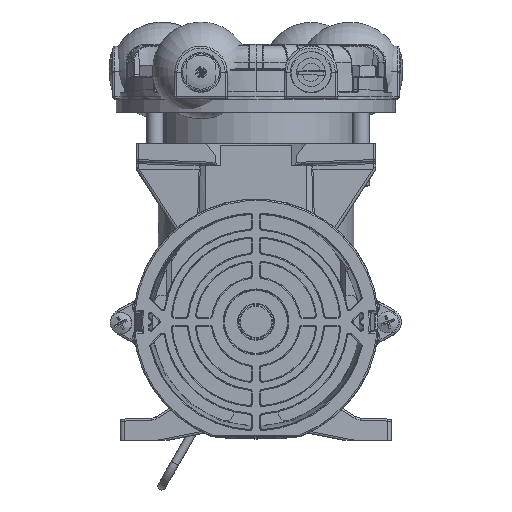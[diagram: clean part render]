
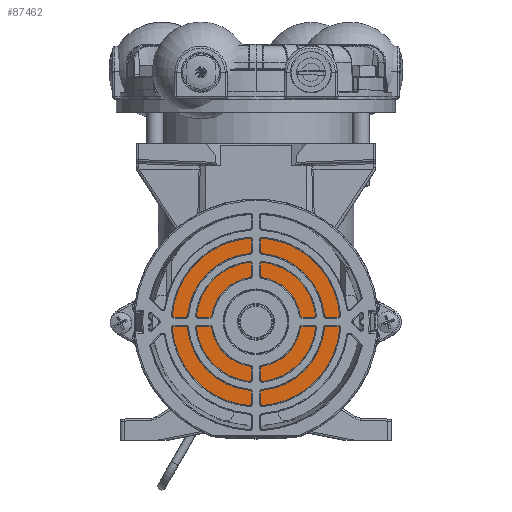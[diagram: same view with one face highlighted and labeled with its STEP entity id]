
A CAD part, top view. The second image highlights one B-rep face of the part: STEP entity #87462.
In plain terms, the highlighted face is planar.
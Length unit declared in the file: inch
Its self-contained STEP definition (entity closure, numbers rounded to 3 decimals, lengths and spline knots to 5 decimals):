
#869 = EDGE_CURVE ( 'NONE', #23851, #23851, #84712, .T. ) ;
#7225 = PLANE ( 'NONE',  #55838 ) ;
#23851 = VERTEX_POINT ( 'NONE', #42672 ) ;
#26405 = EDGE_LOOP ( 'NONE', ( #91679 ) ) ;
#28682 = AXIS2_PLACEMENT_3D ( 'NONE', #39208, #97662, #86036 ) ;
#38390 = CARTESIAN_POINT ( 'NONE',  ( -4.82, 0., 0. ) ) ;
#39208 = CARTESIAN_POINT ( 'NONE',  ( -4.82, 0., 0. ) ) ;
#42672 = CARTESIAN_POINT ( 'NONE',  ( -4.82, -1.25, 0. ) ) ;
#55838 = AXIS2_PLACEMENT_3D ( 'NONE', #38390, #56594, #67011 ) ;
#56594 = DIRECTION ( 'NONE',  ( 1., 0., 0. ) ) ;
#57234 = FACE_OUTER_BOUND ( 'NONE', #26405, .T. ) ;
#67011 = DIRECTION ( 'NONE',  ( 0., -1., 0. ) ) ;
#84712 = CIRCLE ( 'NONE', #28682, 1.25 ) ;
#86036 = DIRECTION ( 'NONE',  ( 0., -1., 0. ) ) ;
#87462 = ADVANCED_FACE ( 'NONE', ( #57234 ), #7225, .T. ) ;
#91679 = ORIENTED_EDGE ( 'NONE', *, *, #869, .T. ) ;
#97662 = DIRECTION ( 'NONE',  ( 1., 0., 0. ) ) ;
